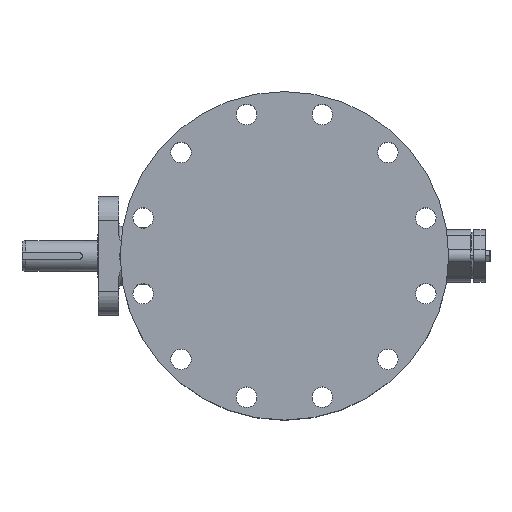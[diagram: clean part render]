
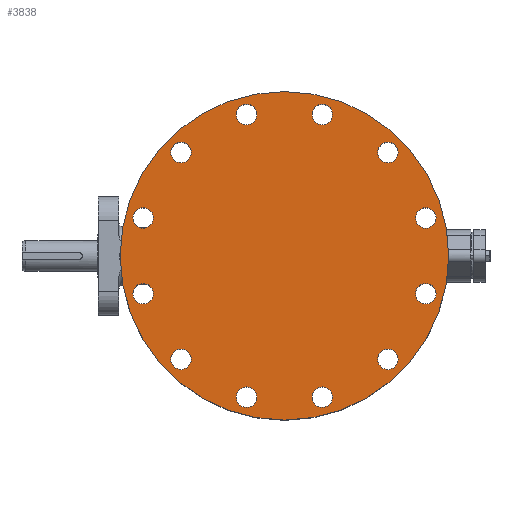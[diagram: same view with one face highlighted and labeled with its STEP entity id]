
A CAD part, top view. The second image highlights one B-rep face of the part: STEP entity #3838.
In plain terms, the highlighted planar face has unit normal (0, 0, 1).
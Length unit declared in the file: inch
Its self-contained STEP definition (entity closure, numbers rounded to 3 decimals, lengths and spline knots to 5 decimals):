
#1=CARTESIAN_POINT('',(0.,0.,4.));
#2=DIRECTION('',(0.,0.,-1.));
#3=DIRECTION('',(0.,-1.,0.));
#4=AXIS2_PLACEMENT_3D('',#1,#2,#3);
#6=CARTESIAN_POINT('',(1.84409,-6.88222,4.));
#7=DIRECTION('',(0.,0.,1.));
#8=DIRECTION('',(1.,0.,0.));
#9=AXIS2_PLACEMENT_3D('',#6,#7,#8);
#11=CARTESIAN_POINT('',(1.84409,-6.88222,4.));
#12=DIRECTION('',(0.,0.,1.));
#13=DIRECTION('',(-1.,0.,0.));
#14=AXIS2_PLACEMENT_3D('',#11,#12,#13);
#16=CARTESIAN_POINT('',(5.03814,-5.03814,4.));
#17=DIRECTION('',(0.,0.,1.));
#18=DIRECTION('',(1.,0.,0.));
#19=AXIS2_PLACEMENT_3D('',#16,#17,#18);
#21=CARTESIAN_POINT('',(5.03814,-5.03814,4.));
#22=DIRECTION('',(0.,0.,1.));
#23=DIRECTION('',(-1.,0.,0.));
#24=AXIS2_PLACEMENT_3D('',#21,#22,#23);
#26=CARTESIAN_POINT('',(6.88222,-1.84409,4.));
#27=DIRECTION('',(0.,0.,1.));
#28=DIRECTION('',(1.,0.,0.));
#29=AXIS2_PLACEMENT_3D('',#26,#27,#28);
#31=CARTESIAN_POINT('',(6.88222,-1.84409,4.));
#32=DIRECTION('',(0.,0.,1.));
#33=DIRECTION('',(-1.,0.,0.));
#34=AXIS2_PLACEMENT_3D('',#31,#32,#33);
#36=CARTESIAN_POINT('',(-6.88222,-1.84409,4.));
#37=DIRECTION('',(0.,0.,1.));
#38=DIRECTION('',(0.,-1.,0.));
#39=AXIS2_PLACEMENT_3D('',#36,#37,#38);
#41=CARTESIAN_POINT('',(-6.88222,-1.84409,4.));
#42=DIRECTION('',(0.,0.,1.));
#43=DIRECTION('',(0.,1.,0.));
#44=AXIS2_PLACEMENT_3D('',#41,#42,#43);
#46=CARTESIAN_POINT('',(-5.03814,-5.03814,4.));
#47=DIRECTION('',(0.,0.,1.));
#48=DIRECTION('',(0.,-1.,0.));
#49=AXIS2_PLACEMENT_3D('',#46,#47,#48);
#51=CARTESIAN_POINT('',(-5.03814,-5.03814,4.));
#52=DIRECTION('',(0.,0.,1.));
#53=DIRECTION('',(0.,1.,0.));
#54=AXIS2_PLACEMENT_3D('',#51,#52,#53);
#56=CARTESIAN_POINT('',(-1.84409,-6.88222,4.));
#57=DIRECTION('',(0.,0.,1.));
#58=DIRECTION('',(0.,-1.,0.));
#59=AXIS2_PLACEMENT_3D('',#56,#57,#58);
#61=CARTESIAN_POINT('',(-1.84409,-6.88222,4.));
#62=DIRECTION('',(0.,0.,1.));
#63=DIRECTION('',(0.,1.,0.));
#64=AXIS2_PLACEMENT_3D('',#61,#62,#63);
#66=CARTESIAN_POINT('',(-1.84409,6.88222,4.));
#67=DIRECTION('',(0.,0.,1.));
#68=DIRECTION('',(-1.,0.,0.));
#69=AXIS2_PLACEMENT_3D('',#66,#67,#68);
#71=CARTESIAN_POINT('',(-1.84409,6.88222,4.));
#72=DIRECTION('',(0.,0.,1.));
#73=DIRECTION('',(1.,0.,0.));
#74=AXIS2_PLACEMENT_3D('',#71,#72,#73);
#76=CARTESIAN_POINT('',(-5.03814,5.03814,4.));
#77=DIRECTION('',(0.,0.,1.));
#78=DIRECTION('',(-1.,0.,0.));
#79=AXIS2_PLACEMENT_3D('',#76,#77,#78);
#81=CARTESIAN_POINT('',(-5.03814,5.03814,4.));
#82=DIRECTION('',(0.,0.,1.));
#83=DIRECTION('',(1.,0.,0.));
#84=AXIS2_PLACEMENT_3D('',#81,#82,#83);
#86=CARTESIAN_POINT('',(-6.88222,1.84409,4.));
#87=DIRECTION('',(0.,0.,1.));
#88=DIRECTION('',(-1.,0.,0.));
#89=AXIS2_PLACEMENT_3D('',#86,#87,#88);
#91=CARTESIAN_POINT('',(-6.88222,1.84409,4.));
#92=DIRECTION('',(0.,0.,1.));
#93=DIRECTION('',(1.,0.,0.));
#94=AXIS2_PLACEMENT_3D('',#91,#92,#93);
#96=CARTESIAN_POINT('',(6.88222,1.84409,4.));
#97=DIRECTION('',(0.,0.,1.));
#98=DIRECTION('',(0.,1.,0.));
#99=AXIS2_PLACEMENT_3D('',#96,#97,#98);
#101=CARTESIAN_POINT('',(6.88222,1.84409,4.));
#102=DIRECTION('',(0.,0.,1.));
#103=DIRECTION('',(0.,-1.,0.));
#104=AXIS2_PLACEMENT_3D('',#101,#102,#103);
#106=CARTESIAN_POINT('',(5.03814,5.03814,4.));
#107=DIRECTION('',(0.,0.,1.));
#108=DIRECTION('',(0.,1.,0.));
#109=AXIS2_PLACEMENT_3D('',#106,#107,#108);
#111=CARTESIAN_POINT('',(5.03814,5.03814,4.));
#112=DIRECTION('',(0.,0.,1.));
#113=DIRECTION('',(0.,-1.,0.));
#114=AXIS2_PLACEMENT_3D('',#111,#112,#113);
#116=CARTESIAN_POINT('',(1.84409,6.88222,4.));
#117=DIRECTION('',(0.,0.,1.));
#118=DIRECTION('',(0.,1.,0.));
#119=AXIS2_PLACEMENT_3D('',#116,#117,#118);
#121=CARTESIAN_POINT('',(1.84409,6.88222,4.));
#122=DIRECTION('',(0.,0.,1.));
#123=DIRECTION('',(0.,-1.,0.));
#124=AXIS2_PLACEMENT_3D('',#121,#122,#123);
#126=CARTESIAN_POINT('',(0.,0.,4.));
#127=DIRECTION('',(0.,0.,-1.));
#128=DIRECTION('',(0.,1.,0.));
#129=AXIS2_PLACEMENT_3D('',#126,#127,#128);
#3294=CARTESIAN_POINT('',(0.,-8.,4.));
#3295=CARTESIAN_POINT('',(0.,8.,4.));
#3296=VERTEX_POINT('',#3294);
#3297=VERTEX_POINT('',#3295);
#3560=CARTESIAN_POINT('',(2.34409,-6.88222,4.));
#3561=CARTESIAN_POINT('',(1.34409,-6.88222,4.));
#3562=VERTEX_POINT('',#3560);
#3563=VERTEX_POINT('',#3561);
#3564=CARTESIAN_POINT('',(5.53814,-5.03814,4.));
#3565=CARTESIAN_POINT('',(4.53814,-5.03814,4.));
#3566=VERTEX_POINT('',#3564);
#3567=VERTEX_POINT('',#3565);
#3568=CARTESIAN_POINT('',(7.38222,-1.84409,4.));
#3569=CARTESIAN_POINT('',(6.38222,-1.84409,4.));
#3570=VERTEX_POINT('',#3568);
#3571=VERTEX_POINT('',#3569);
#3584=CARTESIAN_POINT('',(-6.88222,-2.34409,4.));
#3585=CARTESIAN_POINT('',(-6.88222,-1.34409,4.));
#3586=VERTEX_POINT('',#3584);
#3587=VERTEX_POINT('',#3585);
#3588=CARTESIAN_POINT('',(-5.03814,-5.53814,4.));
#3589=CARTESIAN_POINT('',(-5.03814,-4.53814,4.));
#3590=VERTEX_POINT('',#3588);
#3591=VERTEX_POINT('',#3589);
#3592=CARTESIAN_POINT('',(-1.84409,-7.38222,4.));
#3593=CARTESIAN_POINT('',(-1.84409,-6.38222,4.));
#3594=VERTEX_POINT('',#3592);
#3595=VERTEX_POINT('',#3593);
#3608=CARTESIAN_POINT('',(-2.34409,6.88222,4.));
#3609=CARTESIAN_POINT('',(-1.34409,6.88222,4.));
#3610=VERTEX_POINT('',#3608);
#3611=VERTEX_POINT('',#3609);
#3612=CARTESIAN_POINT('',(-5.53814,5.03814,4.));
#3613=CARTESIAN_POINT('',(-4.53814,5.03814,4.));
#3614=VERTEX_POINT('',#3612);
#3615=VERTEX_POINT('',#3613);
#3616=CARTESIAN_POINT('',(-7.38222,1.84409,4.));
#3617=CARTESIAN_POINT('',(-6.38222,1.84409,4.));
#3618=VERTEX_POINT('',#3616);
#3619=VERTEX_POINT('',#3617);
#3632=CARTESIAN_POINT('',(6.88222,2.34409,4.));
#3633=CARTESIAN_POINT('',(6.88222,1.34409,4.));
#3634=VERTEX_POINT('',#3632);
#3635=VERTEX_POINT('',#3633);
#3636=CARTESIAN_POINT('',(5.03814,5.53814,4.));
#3637=CARTESIAN_POINT('',(5.03814,4.53814,4.));
#3638=VERTEX_POINT('',#3636);
#3639=VERTEX_POINT('',#3637);
#3640=CARTESIAN_POINT('',(1.84409,7.38222,4.));
#3641=CARTESIAN_POINT('',(1.84409,6.38222,4.));
#3642=VERTEX_POINT('',#3640);
#3643=VERTEX_POINT('',#3641);
#3756=CARTESIAN_POINT('',(0.,0.,4.));
#3757=DIRECTION('',(0.,0.,1.));
#3758=DIRECTION('',(0.,1.,0.));
#3759=AXIS2_PLACEMENT_3D('',#3756,#3757,#3758);
#3760=PLANE('',#3759);
#3761=ORIENTED_EDGE('',*,*,#3745,.T.);
#3763=ORIENTED_EDGE('',*,*,#3762,.T.);
#3764=EDGE_LOOP('',(#3761,#3763));
#3765=FACE_OUTER_BOUND('',#3764,.F.);
#3767=ORIENTED_EDGE('',*,*,#3766,.T.);
#3769=ORIENTED_EDGE('',*,*,#3768,.T.);
#3770=EDGE_LOOP('',(#3767,#3769));
#3771=FACE_BOUND('',#3770,.F.);
#3773=ORIENTED_EDGE('',*,*,#3772,.T.);
#3775=ORIENTED_EDGE('',*,*,#3774,.T.);
#3776=EDGE_LOOP('',(#3773,#3775));
#3777=FACE_BOUND('',#3776,.F.);
#3779=ORIENTED_EDGE('',*,*,#3778,.T.);
#3781=ORIENTED_EDGE('',*,*,#3780,.T.);
#3782=EDGE_LOOP('',(#3779,#3781));
#3783=FACE_BOUND('',#3782,.F.);
#3785=ORIENTED_EDGE('',*,*,#3784,.T.);
#3787=ORIENTED_EDGE('',*,*,#3786,.T.);
#3788=EDGE_LOOP('',(#3785,#3787));
#3789=FACE_BOUND('',#3788,.F.);
#3791=ORIENTED_EDGE('',*,*,#3790,.T.);
#3793=ORIENTED_EDGE('',*,*,#3792,.T.);
#3794=EDGE_LOOP('',(#3791,#3793));
#3795=FACE_BOUND('',#3794,.F.);
#3797=ORIENTED_EDGE('',*,*,#3796,.T.);
#3799=ORIENTED_EDGE('',*,*,#3798,.T.);
#3800=EDGE_LOOP('',(#3797,#3799));
#3801=FACE_BOUND('',#3800,.F.);
#3803=ORIENTED_EDGE('',*,*,#3802,.T.);
#3805=ORIENTED_EDGE('',*,*,#3804,.T.);
#3806=EDGE_LOOP('',(#3803,#3805));
#3807=FACE_BOUND('',#3806,.F.);
#3809=ORIENTED_EDGE('',*,*,#3808,.T.);
#3811=ORIENTED_EDGE('',*,*,#3810,.T.);
#3812=EDGE_LOOP('',(#3809,#3811));
#3813=FACE_BOUND('',#3812,.F.);
#3815=ORIENTED_EDGE('',*,*,#3814,.T.);
#3817=ORIENTED_EDGE('',*,*,#3816,.T.);
#3818=EDGE_LOOP('',(#3815,#3817));
#3819=FACE_BOUND('',#3818,.F.);
#3821=ORIENTED_EDGE('',*,*,#3820,.T.);
#3823=ORIENTED_EDGE('',*,*,#3822,.T.);
#3824=EDGE_LOOP('',(#3821,#3823));
#3825=FACE_BOUND('',#3824,.F.);
#3827=ORIENTED_EDGE('',*,*,#3826,.T.);
#3829=ORIENTED_EDGE('',*,*,#3828,.T.);
#3830=EDGE_LOOP('',(#3827,#3829));
#3831=FACE_BOUND('',#3830,.F.);
#3833=ORIENTED_EDGE('',*,*,#3832,.T.);
#3835=ORIENTED_EDGE('',*,*,#3834,.T.);
#3836=EDGE_LOOP('',(#3833,#3835));
#3837=FACE_BOUND('',#3836,.F.);
#3838=ADVANCED_FACE('',(#3765,#3771,#3777,#3783,#3789,#3795,#3801,#3807,#3813,
#3819,#3825,#3831,#3837),#3760,.T.);
#5=CIRCLE('',#4,8.);
#10=CIRCLE('',#9,0.5);
#15=CIRCLE('',#14,0.5);
#20=CIRCLE('',#19,0.5);
#25=CIRCLE('',#24,0.5);
#30=CIRCLE('',#29,0.5);
#35=CIRCLE('',#34,0.5);
#40=CIRCLE('',#39,0.5);
#45=CIRCLE('',#44,0.5);
#50=CIRCLE('',#49,0.5);
#55=CIRCLE('',#54,0.5);
#60=CIRCLE('',#59,0.5);
#65=CIRCLE('',#64,0.5);
#70=CIRCLE('',#69,0.5);
#75=CIRCLE('',#74,0.5);
#80=CIRCLE('',#79,0.5);
#85=CIRCLE('',#84,0.5);
#90=CIRCLE('',#89,0.5);
#95=CIRCLE('',#94,0.5);
#100=CIRCLE('',#99,0.5);
#105=CIRCLE('',#104,0.5);
#110=CIRCLE('',#109,0.5);
#115=CIRCLE('',#114,0.5);
#120=CIRCLE('',#119,0.5);
#125=CIRCLE('',#124,0.5);
#130=CIRCLE('',#129,8.);
#3745=EDGE_CURVE('',#3296,#3297,#5,.T.);
#3762=EDGE_CURVE('',#3297,#3296,#130,.T.);
#3766=EDGE_CURVE('',#3562,#3563,#10,.T.);
#3768=EDGE_CURVE('',#3563,#3562,#15,.T.);
#3772=EDGE_CURVE('',#3566,#3567,#20,.T.);
#3774=EDGE_CURVE('',#3567,#3566,#25,.T.);
#3778=EDGE_CURVE('',#3570,#3571,#30,.T.);
#3780=EDGE_CURVE('',#3571,#3570,#35,.T.);
#3784=EDGE_CURVE('',#3586,#3587,#40,.T.);
#3786=EDGE_CURVE('',#3587,#3586,#45,.T.);
#3790=EDGE_CURVE('',#3590,#3591,#50,.T.);
#3792=EDGE_CURVE('',#3591,#3590,#55,.T.);
#3796=EDGE_CURVE('',#3594,#3595,#60,.T.);
#3798=EDGE_CURVE('',#3595,#3594,#65,.T.);
#3802=EDGE_CURVE('',#3610,#3611,#70,.T.);
#3804=EDGE_CURVE('',#3611,#3610,#75,.T.);
#3808=EDGE_CURVE('',#3614,#3615,#80,.T.);
#3810=EDGE_CURVE('',#3615,#3614,#85,.T.);
#3814=EDGE_CURVE('',#3618,#3619,#90,.T.);
#3816=EDGE_CURVE('',#3619,#3618,#95,.T.);
#3820=EDGE_CURVE('',#3634,#3635,#100,.T.);
#3822=EDGE_CURVE('',#3635,#3634,#105,.T.);
#3826=EDGE_CURVE('',#3638,#3639,#110,.T.);
#3828=EDGE_CURVE('',#3639,#3638,#115,.T.);
#3832=EDGE_CURVE('',#3642,#3643,#120,.T.);
#3834=EDGE_CURVE('',#3643,#3642,#125,.T.);
